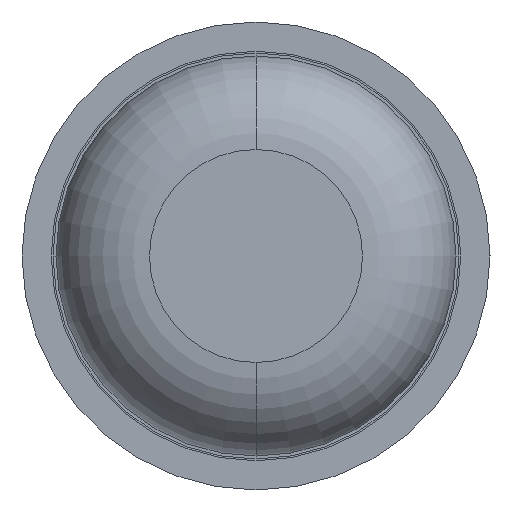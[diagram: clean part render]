
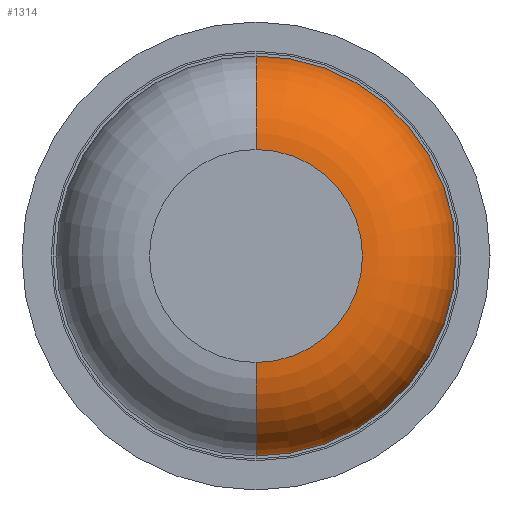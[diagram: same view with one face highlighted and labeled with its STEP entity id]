
A CAD part, front view. The second image highlights one B-rep face of the part: STEP entity #1314.
In plain terms, the highlighted toroidal (fillet/blend) face has major radius 0.91 mm and minor radius 0.8 mm.
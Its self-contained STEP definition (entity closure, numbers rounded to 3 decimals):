
#79 = CARTESIAN_POINT ( 'NONE',  ( 0., -29.2, 0.91 ) ) ;
#191 = EDGE_CURVE ( 'Defeature ausgef�hrt1_0+Defeature ausgef�hrt1_10+Defeature ausgef�hrt1_10+Defeature ausgef�hrt1_10', #424, #711, #3315, .T. ) ;
#245 = EDGE_LOOP ( 'NONE', ( #2292, #1404, #4146, #381 ) ) ;
#381 = ORIENTED_EDGE ( 'NONE', *, *, #1392, .F. ) ;
#424 = VERTEX_POINT ( 'NONE', #515 ) ;
#515 = CARTESIAN_POINT ( 'NONE',  ( 0., -30., -0.91 ) ) ;
#600 = CARTESIAN_POINT ( 'NONE',  ( 0., -29.2, 1.71 ) ) ;
#622 = AXIS2_PLACEMENT_3D ( 'NONE', #3178, #1186, #3213 ) ;
#666 = EDGE_CURVE ( 'NONE', #424, #928, #3587, .T. ) ;
#711 = VERTEX_POINT ( 'NONE', #1658 ) ;
#730 = DIRECTION ( 'NONE',  ( -1., 0., 0. ) ) ;
#889 = DIRECTION ( 'NONE',  ( 0., 0., 1. ) ) ;
#928 = VERTEX_POINT ( 'NONE', #1402 ) ;
#1019 = AXIS2_PLACEMENT_3D ( 'NONE', #79, #730, #3750 ) ;
#1186 = DIRECTION ( 'NONE',  ( 0., 1., 0. ) ) ;
#1314 = ADVANCED_FACE ( 'Defeature ausgef�hrt1_10', ( #2592 ), #2427, .T. ) ;
#1392 = EDGE_CURVE ( 'NONE', #711, #3601, #3884, .T. ) ;
#1402 = CARTESIAN_POINT ( 'NONE',  ( 0., -29.2, -1.71 ) ) ;
#1404 = ORIENTED_EDGE ( 'NONE', *, *, #666, .T. ) ;
#1527 = DIRECTION ( 'NONE',  ( 0., 1., 0. ) ) ;
#1546 = AXIS2_PLACEMENT_3D ( 'NONE', #1836, #1527, #2851 ) ;
#1566 = CARTESIAN_POINT ( 'NONE',  ( 0., -29.2, -0.91 ) ) ;
#1658 = CARTESIAN_POINT ( 'NONE',  ( 0., -30., 0.91 ) ) ;
#1836 = CARTESIAN_POINT ( 'NONE',  ( 0., -29.2, 0. ) ) ;
#1926 = AXIS2_PLACEMENT_3D ( 'NONE', #1566, #2603, #3911 ) ;
#2292 = ORIENTED_EDGE ( 'NONE', *, *, #191, .F. ) ;
#2427 = TOROIDAL_SURFACE ( 'NONE', #1546, 0.91, 0.8 ) ;
#2475 = AXIS2_PLACEMENT_3D ( 'NONE', #4210, #2562, #889 ) ;
#2562 = DIRECTION ( 'NONE',  ( 0., -1., 0. ) ) ;
#2565 = CIRCLE ( 'NONE', #622, 1.71 ) ;
#2592 = FACE_OUTER_BOUND ( 'NONE', #245, .T. ) ;
#2603 = DIRECTION ( 'NONE',  ( 1., 0., 0. ) ) ;
#2851 = DIRECTION ( 'NONE',  ( 0., 0., 1. ) ) ;
#3178 = CARTESIAN_POINT ( 'NONE',  ( 0., -29.2, 0. ) ) ;
#3213 = DIRECTION ( 'NONE',  ( 0., 0., 1. ) ) ;
#3315 = CIRCLE ( 'NONE', #2475, 0.91 ) ;
#3587 = CIRCLE ( 'NONE', #1926, 0.8 ) ;
#3601 = VERTEX_POINT ( 'NONE', #600 ) ;
#3750 = DIRECTION ( 'NONE',  ( 0., 0., 1. ) ) ;
#3814 = EDGE_CURVE ( 'Defeature ausgef�hrt1_2+Defeature ausgef�hrt1_10+Defeature ausgef�hrt1_10+Defeature ausgef�hrt1_10', #3601, #928, #2565, .T. ) ;
#3884 = CIRCLE ( 'NONE', #1019, 0.8 ) ;
#3911 = DIRECTION ( 'NONE',  ( 0., 0., -1. ) ) ;
#4146 = ORIENTED_EDGE ( 'NONE', *, *, #3814, .F. ) ;
#4210 = CARTESIAN_POINT ( 'NONE',  ( 0., -30., 0. ) ) ;
